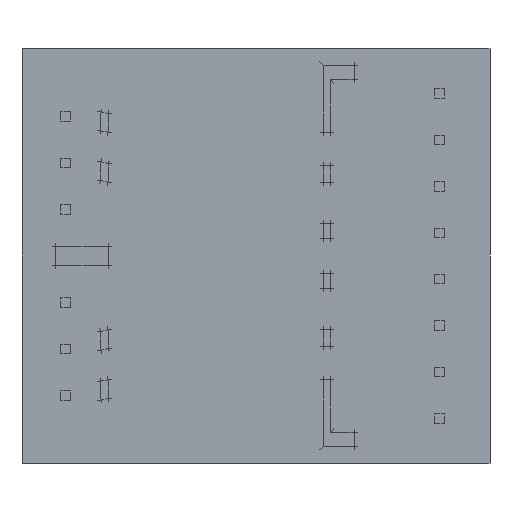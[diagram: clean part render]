
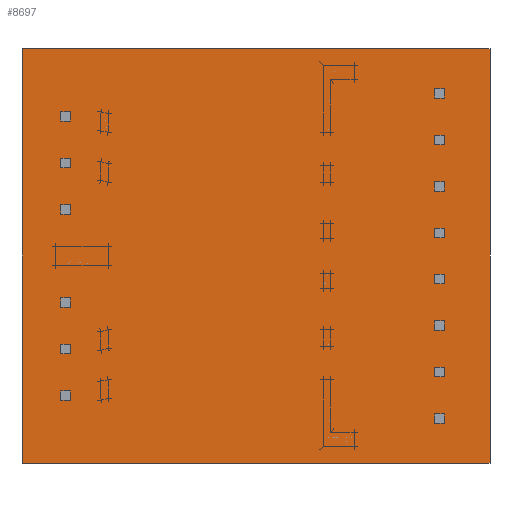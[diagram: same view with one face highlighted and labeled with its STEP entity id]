
A CAD part, front view. The second image highlights one B-rep face of the part: STEP entity #8697.
In plain terms, the highlighted planar face has unit normal (0, -1, 0).
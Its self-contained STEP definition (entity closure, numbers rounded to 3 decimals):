
#1169 = EDGE_LOOP ( 'NONE', ( #7803, #7800, #7799, #7801 ) ) ;
#7799 = ORIENTED_EDGE ( 'NONE', *, *, #8585, .T. ) ;
#7800 = ORIENTED_EDGE ( 'NONE', *, *, #8553, .F. ) ;
#7801 = ORIENTED_EDGE ( 'NONE', *, *, #8546, .T. ) ;
#7803 = ORIENTED_EDGE ( 'NONE', *, *, #8554, .F. ) ;
#8090 = VERTEX_POINT ( 'NONE', #20585 ) ;
#8091 = VERTEX_POINT ( 'NONE', #20586 ) ;
#8092 = VERTEX_POINT ( 'NONE', #20587 ) ;
#8094 = VERTEX_POINT ( 'NONE', #20589 ) ;
#8546 = EDGE_CURVE ( 'NONE', #8094, #8092, #20783, .T. ) ;
#8553 = EDGE_CURVE ( 'NONE', #8091, #8090, #20804, .T. ) ;
#8554 = EDGE_CURVE ( 'NONE', #8090, #8092, #20807, .T. ) ;
#8585 = EDGE_CURVE ( 'NONE', #8091, #8094, #20900, .T. ) ;
#8697 = ADVANCED_FACE ( 'NONE', ( #19897 ), #21246, .T. ) ;
#19736 = VECTOR ( 'NONE', #20785, 1000. ) ;
#19742 = VECTOR ( 'NONE', #20806, 1000. ) ;
#19743 = VECTOR ( 'NONE', #20809, 1000. ) ;
#19774 = VECTOR ( 'NONE', #20902, 1000. ) ;
#19897 = FACE_OUTER_BOUND ( 'NONE', #1169, .T. ) ;
#19900 = AXIS2_PLACEMENT_3D ( 'NONE', #21247, #21248, #21249 ) ;
#20585 = CARTESIAN_POINT ( 'NONE',  ( -25., 0., 0. ) ) ;
#20586 = CARTESIAN_POINT ( 'NONE',  ( -25., 0., -22.2 ) ) ;
#20587 = CARTESIAN_POINT ( 'NONE',  ( 0., 0., 0. ) ) ;
#20589 = CARTESIAN_POINT ( 'NONE',  ( 0., 0., -22.2 ) ) ;
#20783 = LINE ( 'NONE', #20784, #19736 ) ;
#20784 = CARTESIAN_POINT ( 'NONE',  ( 0., 0., -22.2 ) ) ;
#20785 = DIRECTION ( 'NONE',  ( 0., 0., 1. ) ) ;
#20804 = LINE ( 'NONE', #20805, #19742 ) ;
#20805 = CARTESIAN_POINT ( 'NONE',  ( -25., 0., -22.2 ) ) ;
#20806 = DIRECTION ( 'NONE',  ( 0., 0., 1. ) ) ;
#20807 = LINE ( 'NONE', #20808, #19743 ) ;
#20808 = CARTESIAN_POINT ( 'NONE',  ( 0., 0., 0. ) ) ;
#20809 = DIRECTION ( 'NONE',  ( 1., 0., 0. ) ) ;
#20900 = LINE ( 'NONE', #20901, #19774 ) ;
#20901 = CARTESIAN_POINT ( 'NONE',  ( 0., 0., -22.2 ) ) ;
#20902 = DIRECTION ( 'NONE',  ( 1., 0., 0. ) ) ;
#21246 = PLANE ( 'NONE',  #19900 ) ;
#21247 = CARTESIAN_POINT ( 'NONE',  ( 0., 0., -22.2 ) ) ;
#21248 = DIRECTION ( 'NONE',  ( 0., -1., 0. ) ) ;
#21249 = DIRECTION ( 'NONE',  ( 1., 0., 0. ) ) ;
